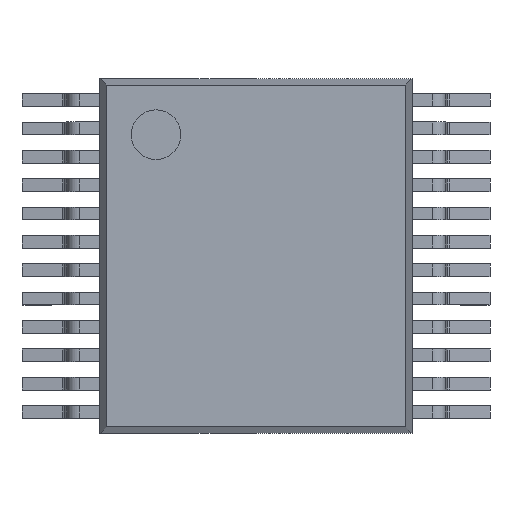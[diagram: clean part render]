
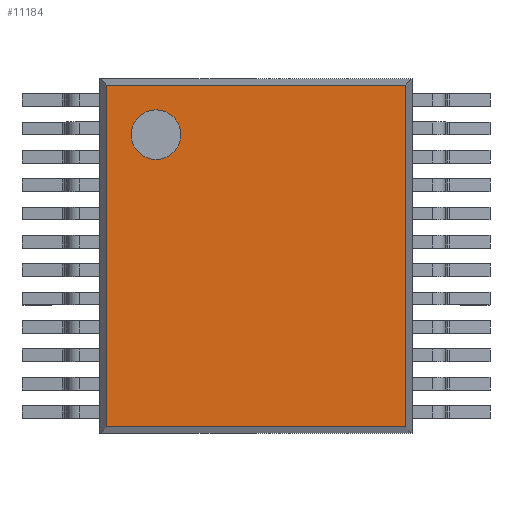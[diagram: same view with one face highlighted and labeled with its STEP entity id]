
A CAD part, top view. The second image highlights one B-rep face of the part: STEP entity #11184.
In plain terms, the highlighted planar face has unit normal (0, 0, 1).
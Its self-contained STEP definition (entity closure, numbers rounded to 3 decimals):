
#10974=CARTESIAN_POINT('',(-1.06,1.71,1.2));
#10975=VERTEX_POINT('',#10974);
#10984=CARTESIAN_POINT('',(-1.76,1.71,1.2));
#10985=VERTEX_POINT('',#10984);
#10986=CARTESIAN_POINT('',(-1.41,1.71,1.2));
#10987=DIRECTION('',(0.0,0.0,-1.0));
#10988=DIRECTION('',(1.0,0.0,0.0));
#10989=AXIS2_PLACEMENT_3D('',#10986,#10987,#10988);
#10990=CIRCLE('',#10989,0.35);
#10991=EDGE_CURVE('',#10985,#10975,#10990,.T.);
#11025=CARTESIAN_POINT('',(-1.41,1.71,1.2));
#11026=DIRECTION('',(0.0,0.0,-1.0));
#11027=DIRECTION('',(1.0,0.0,0.0));
#11028=AXIS2_PLACEMENT_3D('',#11025,#11026,#11027);
#11029=CIRCLE('',#11028,0.35);
#11030=EDGE_CURVE('',#10975,#10985,#11029,.T.);
#11060=CARTESIAN_POINT('',(2.11,2.41,1.2));
#11061=VERTEX_POINT('',#11060);
#11068=CARTESIAN_POINT('',(2.11,-2.41,1.2));
#11069=VERTEX_POINT('',#11068);
#11070=CARTESIAN_POINT('',(2.11,2.41,1.2));
#11071=DIRECTION('',(0.0,-1.0,0.0));
#11072=VECTOR('',#11071,4.82);
#11073=LINE('',#11070,#11072);
#11074=EDGE_CURVE('',#11061,#11069,#11073,.T.);
#11098=CARTESIAN_POINT('',(-2.11,2.41,1.2));
#11099=VERTEX_POINT('',#11098);
#11106=CARTESIAN_POINT('',(-2.11,2.41,1.2));
#11107=DIRECTION('',(1.0,0.0,0.0));
#11108=VECTOR('',#11107,4.22);
#11109=LINE('',#11106,#11108);
#11110=EDGE_CURVE('',#11099,#11061,#11109,.T.);
#11129=CARTESIAN_POINT('',(-2.11,-2.41,1.2));
#11130=VERTEX_POINT('',#11129);
#11137=CARTESIAN_POINT('',(-2.11,-2.41,1.2));
#11138=DIRECTION('',(0.0,1.0,0.0));
#11139=VECTOR('',#11138,4.82);
#11140=LINE('',#11137,#11139);
#11141=EDGE_CURVE('',#11130,#11099,#11140,.T.);
#11159=CARTESIAN_POINT('',(2.11,-2.41,1.2));
#11160=DIRECTION('',(-1.0,0.0,0.0));
#11161=VECTOR('',#11160,4.22);
#11162=LINE('',#11159,#11161);
#11163=EDGE_CURVE('',#11069,#11130,#11162,.T.);
#11169=CARTESIAN_POINT('',(0.0,0.0,1.2));
#11170=DIRECTION('',(0.0,0.0,1.0));
#11171=DIRECTION('',(1.0,0.0,0.0));
#11172=AXIS2_PLACEMENT_3D('',#11169,#11170,#11171);
#11173=PLANE('',#11172);
#11174=ORIENTED_EDGE('',*,*,#11074,.F.);
#11175=ORIENTED_EDGE('',*,*,#11110,.F.);
#11176=ORIENTED_EDGE('',*,*,#11141,.F.);
#11177=ORIENTED_EDGE('',*,*,#11163,.F.);
#11178=EDGE_LOOP('',(#11174,#11175,#11176,#11177));
#11179=FACE_OUTER_BOUND('',#11178,.T.);
#11180=ORIENTED_EDGE('',*,*,#11030,.T.);
#11181=ORIENTED_EDGE('',*,*,#10991,.T.);
#11182=EDGE_LOOP('',(#11180,#11181));
#11183=FACE_BOUND('',#11182,.T.);
#11184=ADVANCED_FACE('',(#11179,#11183),#11173,.T.);
